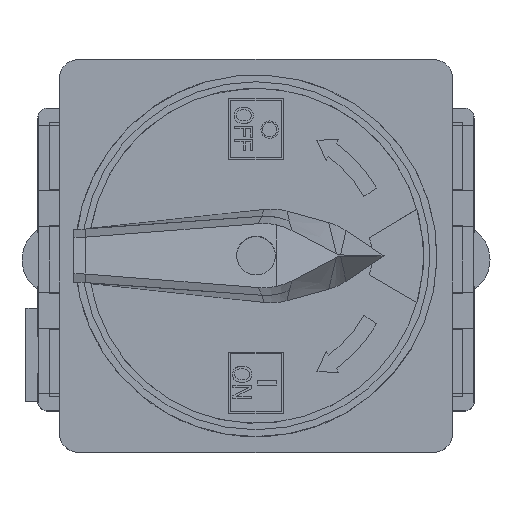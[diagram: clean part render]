
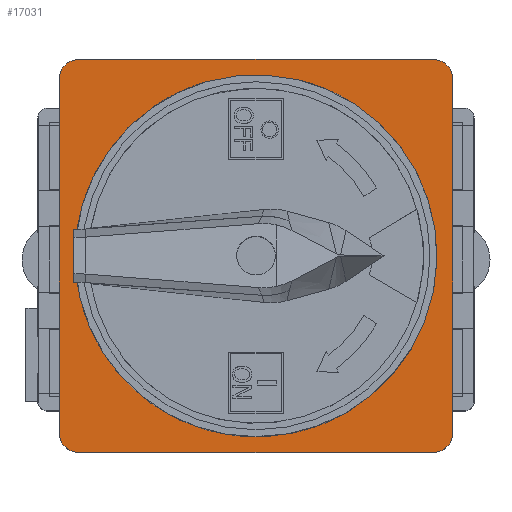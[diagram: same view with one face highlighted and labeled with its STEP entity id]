
A CAD part, top view. The second image highlights one B-rep face of the part: STEP entity #17031.
In plain terms, the highlighted planar face has unit normal (0, 0, 1).
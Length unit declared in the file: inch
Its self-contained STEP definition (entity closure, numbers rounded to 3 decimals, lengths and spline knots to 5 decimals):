
#12500=CARTESIAN_POINT('',(-1.27875,1.153,12.9005));
#12501=VERTEX_POINT('',#12500);
#12509=CARTESIAN_POINT('',(-1.27875,-1.153,12.9005));
#12510=VERTEX_POINT('',#12509);
#12517=CARTESIAN_POINT('',(-1.27875,-1.153,12.9005));
#12518=DIRECTION('',(0.0,1.0,0.0));
#12519=VECTOR('',#12518,2.306);
#12520=LINE('',#12517,#12519);
#12521=EDGE_CURVE('',#12510,#12501,#12520,.T.);
#12553=CARTESIAN_POINT('',(1.27875,-1.153,12.9005));
#12554=VERTEX_POINT('',#12553);
#12561=CARTESIAN_POINT('',(1.15375,-1.278,12.9005));
#12562=VERTEX_POINT('',#12561);
#12563=CARTESIAN_POINT('',(1.15375,-1.153,12.9005));
#12564=DIRECTION('',(0.,0.,-1.0));
#12565=DIRECTION('',(0.707,-0.707,0.));
#12566=AXIS2_PLACEMENT_3D('',#12563,#12564,#12565);
#12567=CIRCLE('',#12566,0.125);
#12568=EDGE_CURVE('',#12554,#12562,#12567,.T.);
#12584=CARTESIAN_POINT('',(-1.15375,-1.278,12.9005));
#12585=VERTEX_POINT('',#12584);
#12594=CARTESIAN_POINT('',(1.15375,-1.278,12.9005));
#12595=DIRECTION('',(-1.0,0.0,0.0));
#12596=VECTOR('',#12595,2.3075);
#12597=LINE('',#12594,#12596);
#12598=EDGE_CURVE('',#12562,#12585,#12597,.T.);
#12610=CARTESIAN_POINT('',(-1.15375,-1.153,12.9005));
#12611=DIRECTION('',(0.,0.,-1.0));
#12612=DIRECTION('',(-0.707,-0.707,0.));
#12613=AXIS2_PLACEMENT_3D('',#12610,#12611,#12612);
#12614=CIRCLE('',#12613,0.125);
#12615=EDGE_CURVE('',#12585,#12510,#12614,.T.);
#12626=CARTESIAN_POINT('',(1.27875,1.153,12.9005));
#12627=VERTEX_POINT('',#12626);
#12634=CARTESIAN_POINT('',(1.27875,1.153,12.9005));
#12635=DIRECTION('',(0.0,-1.0,0.0));
#12636=VECTOR('',#12635,2.306);
#12637=LINE('',#12634,#12636);
#12638=EDGE_CURVE('',#12627,#12554,#12637,.T.);
#12651=CARTESIAN_POINT('',(1.15375,1.278,12.9005));
#12652=VERTEX_POINT('',#12651);
#12659=CARTESIAN_POINT('',(1.15375,1.153,12.9005));
#12660=DIRECTION('',(0.,0.,-1.0));
#12661=DIRECTION('',(0.707,0.707,0.));
#12662=AXIS2_PLACEMENT_3D('',#12659,#12660,#12661);
#12663=CIRCLE('',#12662,0.125);
#12664=EDGE_CURVE('',#12652,#12627,#12663,.T.);
#12675=CARTESIAN_POINT('',(-1.15375,1.278,12.9005));
#12676=VERTEX_POINT('',#12675);
#12683=CARTESIAN_POINT('',(-1.15375,1.278,12.9005));
#12684=DIRECTION('',(1.0,0.0,0.0));
#12685=VECTOR('',#12684,2.3075);
#12686=LINE('',#12683,#12685);
#12687=EDGE_CURVE('',#12676,#12652,#12686,.T.);
#12701=CARTESIAN_POINT('',(-1.15375,1.153,12.9005));
#12702=DIRECTION('',(0.,0.,-1.0));
#12703=DIRECTION('',(-0.707,0.707,0.));
#12704=AXIS2_PLACEMENT_3D('',#12701,#12702,#12703);
#12705=CIRCLE('',#12704,0.125);
#12706=EDGE_CURVE('',#12501,#12676,#12705,.T.);
#16032=CARTESIAN_POINT('',(-1.11689,0.18125,12.9005));
#16033=VERTEX_POINT('',#16032);
#16034=CARTESIAN_POINT('',(-1.11689,-0.18125,12.9005));
#16035=VERTEX_POINT('',#16034);
#16036=CARTESIAN_POINT('',(0.,0.,12.9005));
#16037=DIRECTION('',(0.0,0.0,1.0));
#16038=DIRECTION('',(0.0,1.0,0.0));
#16039=AXIS2_PLACEMENT_3D('',#16036,#16037,#16038);
#16040=CIRCLE('',#16039,1.1315);
#16041=EDGE_CURVE('',#16033,#16035,#16040,.T.);
#16088=CARTESIAN_POINT('',(-1.16245,-0.18125,12.9005));
#16089=VERTEX_POINT('',#16088);
#16090=CARTESIAN_POINT('',(-1.11689,-0.18125,12.9005));
#16091=DIRECTION('',(-1.0,0.0,0.0));
#16092=VECTOR('',#16091,0.04557);
#16093=LINE('',#16090,#16092);
#16094=EDGE_CURVE('',#16035,#16089,#16093,.T.);
#16158=CARTESIAN_POINT('',(-1.16245,0.18125,12.9005));
#16159=VERTEX_POINT('',#16158);
#16160=CARTESIAN_POINT('',(-1.16245,0.18125,12.9005));
#16161=DIRECTION('',(1.0,0.0,0.0));
#16162=VECTOR('',#16161,0.04557);
#16163=LINE('',#16160,#16162);
#16164=EDGE_CURVE('',#16159,#16033,#16163,.T.);
#16264=CARTESIAN_POINT('',(0.25721,-1.14804,12.9005));
#16265=VERTEX_POINT('',#16264);
#16272=CARTESIAN_POINT('',(0.21971,-1.06763,12.9005));
#16273=VERTEX_POINT('',#16272);
#16274=CARTESIAN_POINT('',(0.25721,-1.14804,12.9005));
#16275=DIRECTION('',(-0.423,0.906,0.0));
#16276=VECTOR('',#16275,0.08873);
#16277=LINE('',#16274,#16276);
#16278=EDGE_CURVE('',#16265,#16273,#16277,.T.);
#16320=CARTESIAN_POINT('',(0.55621,-0.93741,12.9005));
#16321=VERTEX_POINT('',#16320);
#16343=CARTESIAN_POINT('',(0.59293,-1.01616,12.9005));
#16344=VERTEX_POINT('',#16343);
#16359=CARTESIAN_POINT('',(0.59293,-1.01616,12.9005));
#16360=DIRECTION('',(-0.423,0.906,0.0));
#16361=VECTOR('',#16360,0.0869);
#16362=LINE('',#16359,#16361);
#16363=EDGE_CURVE('',#16344,#16321,#16362,.T.);
#16394=CARTESIAN_POINT('',(0.,0.,12.9005));
#16395=DIRECTION('',(0.,0.,1.0));
#16396=DIRECTION('',(0.906,0.423,0.));
#16397=AXIS2_PLACEMENT_3D('',#16394,#16395,#16396);
#16398=ELLIPSE('',#16397,1.09001,1.09);
#16399=EDGE_CURVE('',#16273,#16321,#16398,.T.);
#16577=CARTESIAN_POINT('',(0.22252,1.06705,12.9005));
#16578=VERTEX_POINT('',#16577);
#16585=CARTESIAN_POINT('',(0.26,1.14741,12.9005));
#16586=VERTEX_POINT('',#16585);
#16587=CARTESIAN_POINT('',(0.22252,1.06705,12.9005));
#16588=DIRECTION('',(0.423,0.906,0.0));
#16589=VECTOR('',#16588,0.08867);
#16590=LINE('',#16587,#16589);
#16591=EDGE_CURVE('',#16578,#16586,#16590,.T.);
#16657=CARTESIAN_POINT('',(0.59535,1.01474,12.9005));
#16658=VERTEX_POINT('',#16657);
#16665=CARTESIAN_POINT('',(0.55862,0.93597,12.9005));
#16666=VERTEX_POINT('',#16665);
#16667=CARTESIAN_POINT('',(0.59535,1.01474,12.9005));
#16668=DIRECTION('',(-0.423,-0.906,0.0));
#16669=VECTOR('',#16668,0.08692);
#16670=LINE('',#16667,#16669);
#16671=EDGE_CURVE('',#16658,#16666,#16670,.T.);
#16711=CARTESIAN_POINT('',(-0.00001,0.,12.9005));
#16712=DIRECTION('',(0.,0.,1.0));
#16713=DIRECTION('',(0.906,-0.423,0.));
#16714=AXIS2_PLACEMENT_3D('',#16711,#16712,#16713);
#16715=ELLIPSE('',#16714,1.09001,1.09);
#16716=EDGE_CURVE('',#16666,#16578,#16715,.T.);
#16751=CARTESIAN_POINT('',(0.49721,1.06627,12.9005));
#16752=VERTEX_POINT('',#16751);
#16761=CARTESIAN_POINT('',(-0.00001,0.,12.9005));
#16762=DIRECTION('',(0.,0.,-1.0));
#16763=DIRECTION('',(-0.906,0.423,0.));
#16764=AXIS2_PLACEMENT_3D('',#16761,#16762,#16763);
#16765=ELLIPSE('',#16764,1.17651,1.1765);
#16766=EDGE_CURVE('',#16752,#16658,#16765,.T.);
#16786=CARTESIAN_POINT('',(-0.6547,0.97751,12.9005));
#16787=VERTEX_POINT('',#16786);
#16794=CARTESIAN_POINT('',(0.,0.,12.9005));
#16795=DIRECTION('',(0.0,0.0,-1.0));
#16796=DIRECTION('',(0.0,1.0,0.0));
#16797=AXIS2_PLACEMENT_3D('',#16794,#16795,#16796);
#16798=CIRCLE('',#16797,1.1765);
#16799=EDGE_CURVE('',#16159,#16787,#16798,.T.);
#16804=CARTESIAN_POINT('',(0.,0.,12.9005));
#16805=DIRECTION('',(0.0,0.0,-1.0));
#16806=DIRECTION('',(0.0,1.0,0.0));
#16807=AXIS2_PLACEMENT_3D('',#16804,#16805,#16806);
#16808=CIRCLE('',#16807,1.1765);
#16809=EDGE_CURVE('',#16265,#16089,#16808,.T.);
#16815=CARTESIAN_POINT('',(0.,0.,12.9005));
#16816=DIRECTION('',(0.0,0.0,-1.0));
#16817=DIRECTION('',(0.0,1.0,0.0));
#16818=AXIS2_PLACEMENT_3D('',#16815,#16816,#16817);
#16819=CIRCLE('',#16818,1.1765);
#16820=EDGE_CURVE('',#16752,#16344,#16819,.T.);
#16828=CARTESIAN_POINT('',(-0.32846,1.12972,12.9005));
#16829=VERTEX_POINT('',#16828);
#16830=CARTESIAN_POINT('',(0.,0.,12.9005));
#16831=DIRECTION('',(0.0,0.0,-1.0));
#16832=DIRECTION('',(0.0,1.0,0.0));
#16833=AXIS2_PLACEMENT_3D('',#16830,#16831,#16832);
#16834=CIRCLE('',#16833,1.1765);
#16835=EDGE_CURVE('',#16829,#16586,#16834,.T.);
#16904=CARTESIAN_POINT('',(-0.61767,0.8981,12.9005));
#16905=VERTEX_POINT('',#16904);
#16912=CARTESIAN_POINT('',(-0.61767,0.8981,12.9005));
#16913=DIRECTION('',(-0.423,0.906,0.0));
#16914=VECTOR('',#16913,0.08762);
#16915=LINE('',#16912,#16914);
#16916=EDGE_CURVE('',#16905,#16787,#16915,.T.);
#16945=CARTESIAN_POINT('',(-0.29143,1.05032,12.9005));
#16946=VERTEX_POINT('',#16945);
#16979=CARTESIAN_POINT('',(-0.32846,1.12972,12.9005));
#16980=DIRECTION('',(0.423,-0.906,0.0));
#16981=VECTOR('',#16980,0.08761);
#16982=LINE('',#16979,#16981);
#16983=EDGE_CURVE('',#16829,#16946,#16982,.T.);
#16991=CARTESIAN_POINT('',(0.,0.,12.9005));
#16992=DIRECTION('',(0.0,0.0,1.0));
#16993=DIRECTION('',(-1.0,0.0,0.0));
#16994=AXIS2_PLACEMENT_3D('',#16991,#16992,#16993);
#16995=PLANE('',#16994);
#16996=ORIENTED_EDGE('',*,*,#12687,.F.);
#16997=ORIENTED_EDGE('',*,*,#12706,.F.);
#16998=ORIENTED_EDGE('',*,*,#12521,.F.);
#16999=ORIENTED_EDGE('',*,*,#12615,.F.);
#17000=ORIENTED_EDGE('',*,*,#12598,.F.);
#17001=ORIENTED_EDGE('',*,*,#12568,.F.);
#17002=ORIENTED_EDGE('',*,*,#12638,.F.);
#17003=ORIENTED_EDGE('',*,*,#12664,.F.);
#17004=EDGE_LOOP('',(#16996,#16997,#16998,#16999,#17000,#17001,#17002,#17003));
#17005=FACE_OUTER_BOUND('',#17004,.T.);
#17006=ORIENTED_EDGE('',*,*,#16835,.T.);
#17007=ORIENTED_EDGE('',*,*,#16591,.F.);
#17008=ORIENTED_EDGE('',*,*,#16716,.F.);
#17009=ORIENTED_EDGE('',*,*,#16671,.F.);
#17010=ORIENTED_EDGE('',*,*,#16766,.F.);
#17011=ORIENTED_EDGE('',*,*,#16820,.T.);
#17012=ORIENTED_EDGE('',*,*,#16363,.T.);
#17013=ORIENTED_EDGE('',*,*,#16399,.F.);
#17014=ORIENTED_EDGE('',*,*,#16278,.F.);
#17015=ORIENTED_EDGE('',*,*,#16809,.T.);
#17016=ORIENTED_EDGE('',*,*,#16094,.F.);
#17017=ORIENTED_EDGE('',*,*,#16041,.F.);
#17018=ORIENTED_EDGE('',*,*,#16164,.F.);
#17019=ORIENTED_EDGE('',*,*,#16799,.T.);
#17020=ORIENTED_EDGE('',*,*,#16916,.F.);
#17021=CARTESIAN_POINT('',(0.,0.,12.9005));
#17022=DIRECTION('',(0.,0.,1.0));
#17023=DIRECTION('',(0.906,0.423,0.));
#17024=AXIS2_PLACEMENT_3D('',#17021,#17022,#17023);
#17025=ELLIPSE('',#17024,1.09001,1.09);
#17026=EDGE_CURVE('',#16946,#16905,#17025,.T.);
#17027=ORIENTED_EDGE('',*,*,#17026,.F.);
#17028=ORIENTED_EDGE('',*,*,#16983,.F.);
#17029=EDGE_LOOP('',(#17006,#17007,#17008,#17009,#17010,#17011,#17012,#17013,#17014,#17015,#17016,#17017,#17018,#17019,#17020,#17027,#17028));
#17030=FACE_BOUND('',#17029,.T.);
#17031=ADVANCED_FACE('',(#17005,#17030),#16995,.T.);
